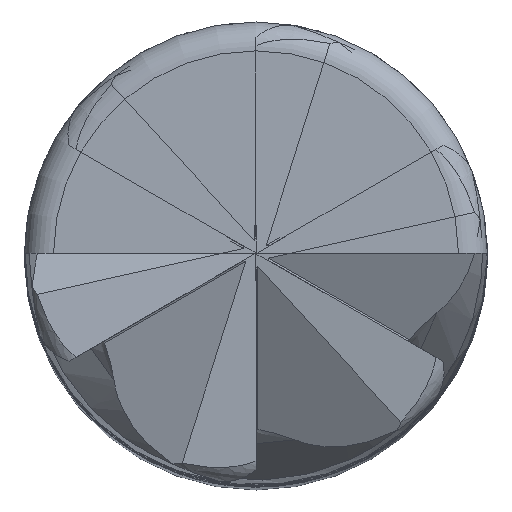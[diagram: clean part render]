
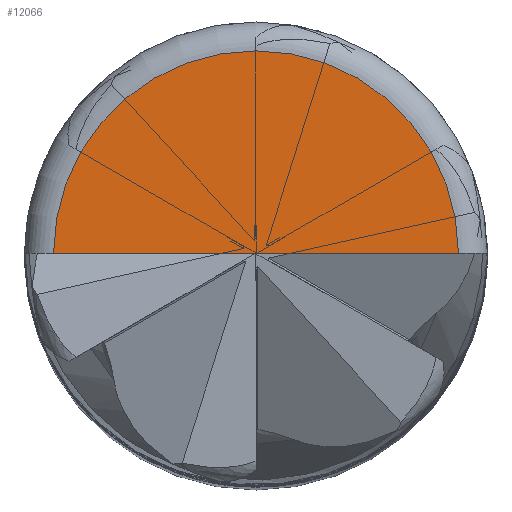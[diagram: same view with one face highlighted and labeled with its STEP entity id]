
A CAD part, top view. The second image highlights one B-rep face of the part: STEP entity #12066.
In plain terms, the highlighted planar face has unit normal (0, 0, 1).
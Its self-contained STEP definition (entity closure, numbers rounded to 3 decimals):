
#11992=DIRECTION('',(-1.,0.,0.));
#11993=VECTOR('',#11992,14.);
#11994=CARTESIAN_POINT('',(7.,0.,108.));
#11995=LINE('',#11994,#11993);
#11996=CARTESIAN_POINT('',(0.,0.,108.));
#11997=DIRECTION('',(0.,0.,1.));
#11998=DIRECTION('',(1.,0.,0.));
#11999=AXIS2_PLACEMENT_3D('',#11996,#11997,#11998);
#12039=CARTESIAN_POINT('',(7.,0.,108.));
#12040=CARTESIAN_POINT('',(-7.,0.,108.));
#12041=VERTEX_POINT('',#12039);
#12042=VERTEX_POINT('',#12040);
#12055=CARTESIAN_POINT('',(0.,0.,108.));
#12056=DIRECTION('',(0.,0.,1.));
#12057=DIRECTION('',(-0.866,-0.5,0.));
#12058=AXIS2_PLACEMENT_3D('',#12055,#12056,#12057);
#12059=PLANE('',#12058);
#12061=ORIENTED_EDGE('',*,*,#12060,.T.);
#12063=ORIENTED_EDGE('',*,*,#12062,.F.);
#12064=EDGE_LOOP('',(#12061,#12063));
#12065=FACE_OUTER_BOUND('',#12064,.F.);
#12000=CIRCLE('',#11999,7.);
#12060=EDGE_CURVE('',#12041,#12042,#11995,.T.);
#12062=EDGE_CURVE('',#12041,#12042,#12000,.T.);
#12066=ADVANCED_FACE('',(#12065),#12059,.T.);
